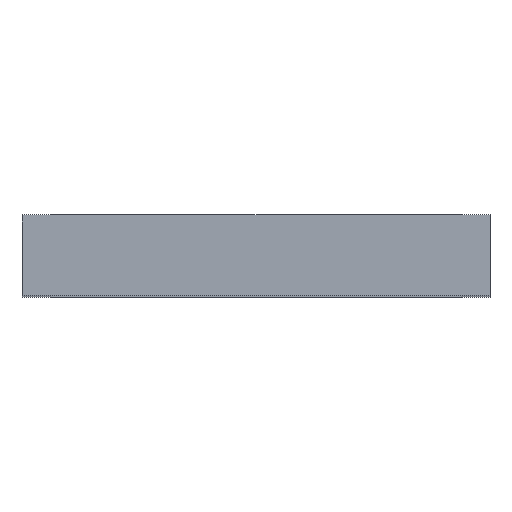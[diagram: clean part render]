
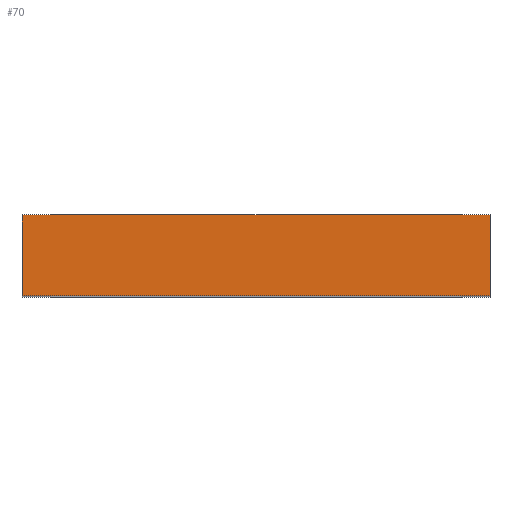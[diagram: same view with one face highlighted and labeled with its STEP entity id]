
A CAD part, top view. The second image highlights one B-rep face of the part: STEP entity #70.
In plain terms, the highlighted planar face has unit normal (0, 0, 1).
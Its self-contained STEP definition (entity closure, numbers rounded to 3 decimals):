
#1 = VECTOR ( 'NONE', #91, 1000. ) ;
#4 = CARTESIAN_POINT ( 'NONE',  ( 0., 168.24, 0. ) ) ;
#8 = DIRECTION ( 'NONE',  ( 1., 0., 0. ) ) ;
#18 = VERTEX_POINT ( 'NONE', #131 ) ;
#27 = VECTOR ( 'NONE', #8, 1000. ) ;
#28 = LINE ( 'NONE', #115, #167 ) ;
#31 = DIRECTION ( 'NONE',  ( 0., 1., 0. ) ) ;
#46 = ORIENTED_EDGE ( 'NONE', *, *, #311, .F. ) ;
#48 = LINE ( 'NONE', #176, #27 ) ;
#70 = ADVANCED_FACE ( 'NONE', ( #243 ), #190, .T. ) ;
#80 = CARTESIAN_POINT ( 'NONE',  ( 973.4, 0., 0. ) ) ;
#83 = DIRECTION ( 'NONE',  ( 0., 1., 0. ) ) ;
#91 = DIRECTION ( 'NONE',  ( 1., 0., 0. ) ) ;
#99 = ORIENTED_EDGE ( 'NONE', *, *, #284, .T. ) ;
#109 = EDGE_CURVE ( 'NONE', #205, #18, #246, .T. ) ;
#115 = CARTESIAN_POINT ( 'NONE',  ( 0., 0., 0. ) ) ;
#131 = CARTESIAN_POINT ( 'NONE',  ( 973.4, 168.24, 0. ) ) ;
#139 = DIRECTION ( 'NONE',  ( 1., 0., 0. ) ) ;
#150 = CARTESIAN_POINT ( 'NONE',  ( 973.4, 0., 0. ) ) ;
#164 = VECTOR ( 'NONE', #83, 1000. ) ;
#167 = VECTOR ( 'NONE', #31, 1000. ) ;
#176 = CARTESIAN_POINT ( 'NONE',  ( 0., 168.24, 0. ) ) ;
#180 = AXIS2_PLACEMENT_3D ( 'NONE', #256, #372, #139 ) ;
#190 = PLANE ( 'NONE',  #180 ) ;
#199 = VERTEX_POINT ( 'NONE', #4 ) ;
#205 = VERTEX_POINT ( 'NONE', #150 ) ;
#206 = EDGE_CURVE ( 'NONE', #304, #199, #28, .T. ) ;
#243 = FACE_OUTER_BOUND ( 'NONE', #319, .T. ) ;
#246 = LINE ( 'NONE', #80, #164 ) ;
#254 = ORIENTED_EDGE ( 'NONE', *, *, #206, .F. ) ;
#256 = CARTESIAN_POINT ( 'NONE',  ( 0., 0., 0. ) ) ;
#263 = CARTESIAN_POINT ( 'NONE',  ( 0., 0., 0. ) ) ;
#277 = LINE ( 'NONE', #263, #1 ) ;
#284 = EDGE_CURVE ( 'NONE', #304, #205, #277, .T. ) ;
#295 = CARTESIAN_POINT ( 'NONE',  ( 0., 0., 0. ) ) ;
#304 = VERTEX_POINT ( 'NONE', #295 ) ;
#311 = EDGE_CURVE ( 'NONE', #199, #18, #48, .T. ) ;
#319 = EDGE_LOOP ( 'NONE', ( #46, #254, #99, #361 ) ) ;
#361 = ORIENTED_EDGE ( 'NONE', *, *, #109, .T. ) ;
#372 = DIRECTION ( 'NONE',  ( 0., 0., 1. ) ) ;
